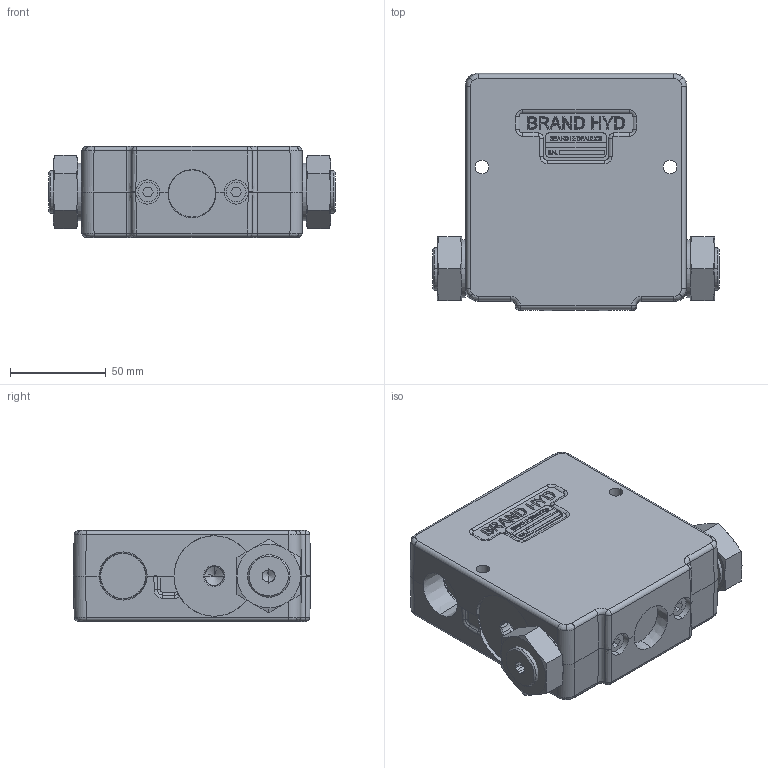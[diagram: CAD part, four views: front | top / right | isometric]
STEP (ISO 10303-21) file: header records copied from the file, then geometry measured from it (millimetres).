
FILE_DESCRIPTION (( 'STEP AP203' ), '1' );
FILE_NAME ('B100AB GENERIC VALVE.STEP', '2013-08-02T14:00:50', ( 'branduser' ), ( '' ), 'SwSTEP 2.0', 'SolidWorks 2013', '' );
FILE_SCHEMA (( 'CONFIG_CONTROL_DESIGN' ));
Length unit declared in the file: inch
Products named in the file (1): B100AB GENERIC VALVE
Bounding box: 150.06 x 124 x 47.62 mm (x, y, z)
Volume: 660974.6 mm3; surface area: 75107.4 mm2
Topology: 6 solids, 12 shells, 796 faces, 2040 edges, 1310 vertices
Faces by surface type: plane 419, bspline 159, cylinder 116, cone 86, torus 12, sphere 4
Entity records: 33810 total; most frequent: CARTESIAN_POINT 15749, ORIENTED_EDGE 4052, DIRECTION 3151, EDGE_CURVE 2026, VERTEX_POINT 1310, VECTOR 1145, LINE 1145, AXIS2_PLACEMENT_3D 1003
